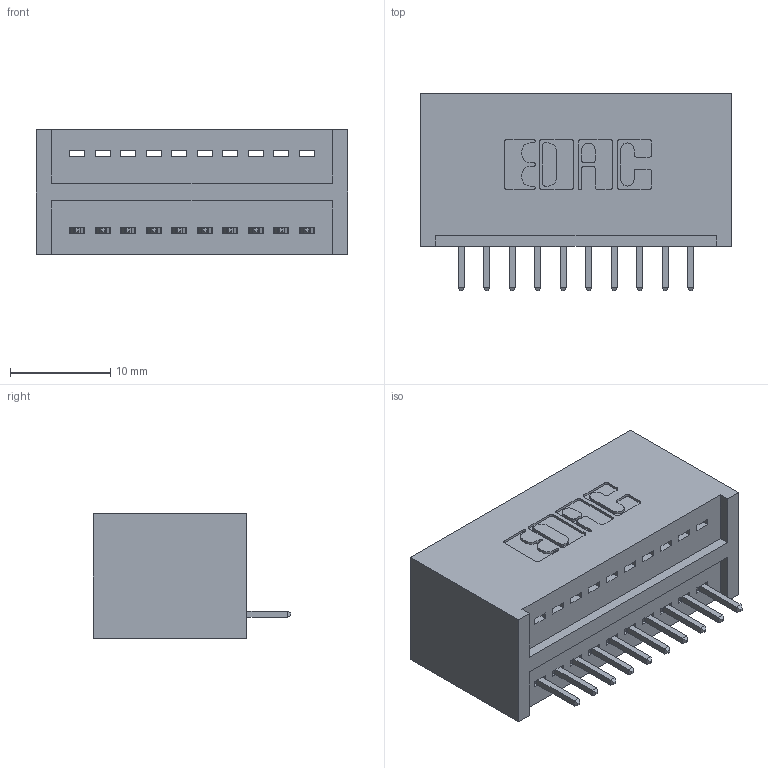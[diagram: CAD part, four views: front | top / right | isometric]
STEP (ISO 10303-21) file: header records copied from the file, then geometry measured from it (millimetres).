
FILE_DESCRIPTION (( 'STEP AP203' ), '1' );
FILE_NAME ('325-010-520-101.STEP', '2020-02-24T15:05:58', ( '' ), ( '' ), 'SwSTEP 2.0', 'SolidWorks 2016', '' );
FILE_SCHEMA (( 'CONFIG_CONTROL_DESIGN' ));
Length unit declared in the file: inch
Products named in the file (3): 325-010-520-101; 325-292-001_325-293-120; 325 Part_Lugless
Assembly tree (11 placements, depth 2):
  325-010-520-101
    325 Part_Lugless
    325-292-001_325-293-120  x10
Bounding box: 31.04 x 19.68 x 12.45 mm (x, y, z)
Volume: 4234.5 mm3; surface area: 4468.6 mm2
Topology: 11 solids, 11 shells, 686 faces, 2047 edges, 1350 vertices
Faces by surface type: plane 486, cylinder 200
Entity records: 9993 total; most frequent: CARTESIAN_POINT 1736, ORIENTED_EDGE 1682, DIRECTION 1521, EDGE_CURVE 841, VECTOR 721, LINE 721, VERTEX_POINT 558, AXIS2_PLACEMENT_3D 400
